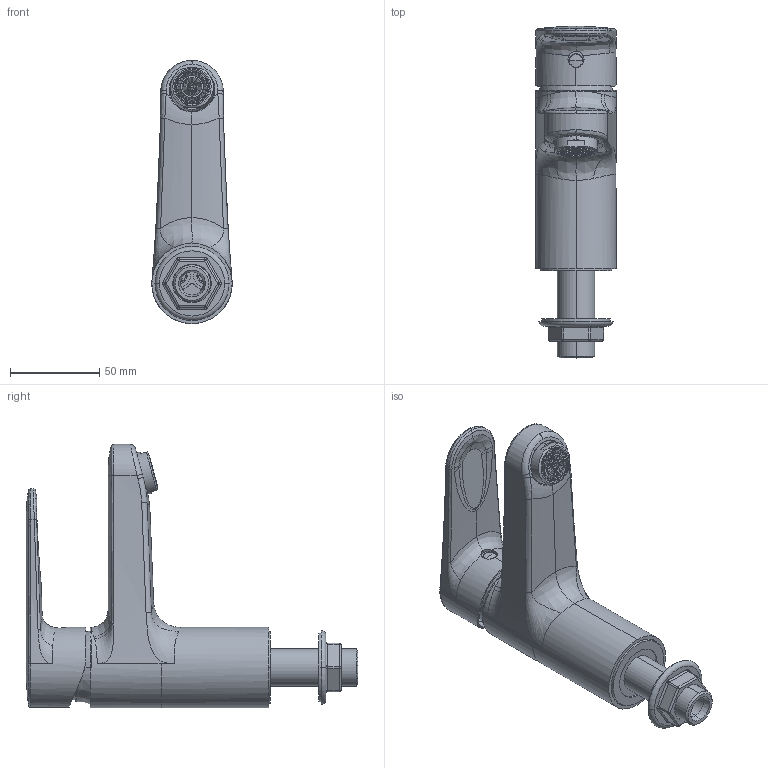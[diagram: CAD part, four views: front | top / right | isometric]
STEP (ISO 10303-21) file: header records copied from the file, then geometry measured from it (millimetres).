
FILE_DESCRIPTION((''),'2;1');
FILE_NAME('FFASB206-101500BF0_ASM','2018-08-21T',('10114231'),(''),'CREO PARAMETRIC BY PTC INC, 2014440','CREO PARAMETRIC BY PTC INC, 2014440','');
FILE_SCHEMA(('CONFIG_CONTROL_DESIGN'));
Length unit declared in the file: millimetre
Products named in the file (22): FFZZ0021-0011150PL; 1581020150; 1585000399; 1581171499; 1585001899_ASM; 1581174899; 1580491744; 1581184744; 1580726050; CARTRIDGE_MANIFOLD; A952907_25DA_04; A952907_25DA_09; A952907_25DA_10; A952907_25DA_02; 25CARTRIDGE_PIVOT; GEAR_25_CARTRIDGE_ASM; FF1-CN521L00000197; 158A917376; 1580970150; FIX_NUT_DESIGN_01; 158A912654; FFASB206-101500BF0_ASM
Assembly tree (22 placements, depth 3):
  FFASB206-101500BF0_ASM
    FFZZ0021-0011150PL
    1585001899_ASM
      1581020150
      1585000399
      1581171499
    1581174899
    1580491744
    1581184744
    1580726050
    CARTRIDGE_MANIFOLD
    GEAR_25_CARTRIDGE_ASM
      A952907_25DA_04
      A952907_25DA_09
      A952907_25DA_10
      A952907_25DA_02
      25CARTRIDGE_PIVOT
    FF1-CN521L00000197
    158A917376
    1580970150
    FIX_NUT_DESIGN_01
    158A912654  x2
Bounding box: 45 x 185.9 x 147.5 mm (x, y, z)
Volume: 163313.8 mm3; surface area: 119331.7 mm2
Topology: 20 solids, 21 shells, 1755 faces, 4506 edges, 2811 vertices
Faces by surface type: plane 639, cylinder 576, bspline 249, torus 181, cone 88, sphere 22
Entity records: 74306 total; most frequent: CARTESIAN_POINT 32497, ORIENTED_EDGE 8976, DIRECTION 8376, EDGE_CURVE 4488, AXIS2_PLACEMENT_3D 3242, VERTEX_POINT 2807, VECTOR 1892, LINE 1892
